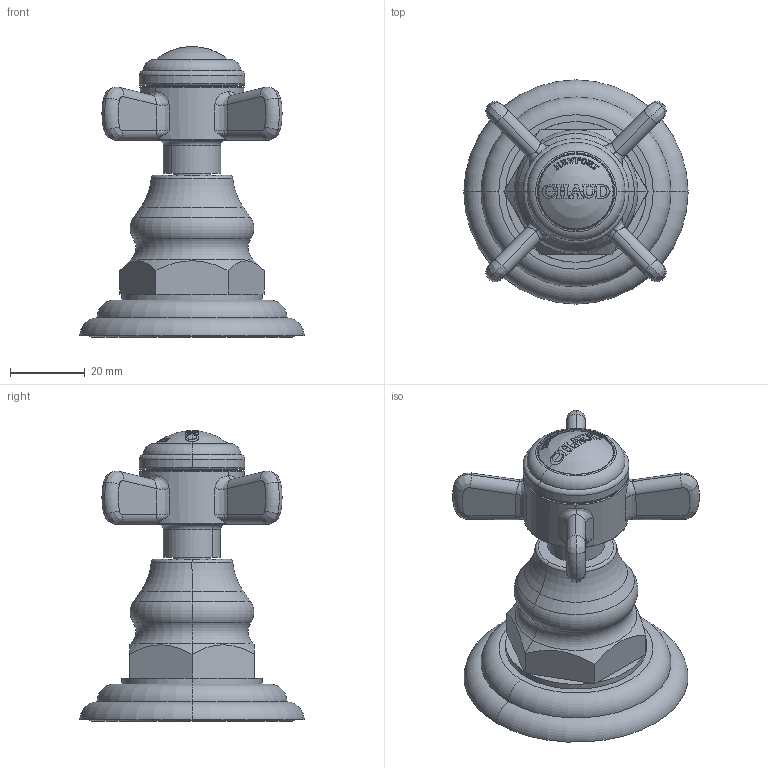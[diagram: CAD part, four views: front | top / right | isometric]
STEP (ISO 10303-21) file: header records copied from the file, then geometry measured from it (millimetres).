
FILE_DESCRIPTION((''),'2;1');
FILE_NAME('3-230H','2020-12-31T13:25:54',('jinson.thomas'),(''),'CREO PARAMETRIC BY PTC INC, 2018400','CREO PARAMETRIC BY PTC INC, 2018400','');
FILE_SCHEMA(('CONFIG_CONTROL_DESIGN'));
Length unit declared in the file: inch
Products named in the file (1): 3-230H
Bounding box: 59.94 x 59.94 x 77.72 mm (x, y, z)
Volume: 66122.9 mm3; surface area: 15524.2 mm2
Topology: 1 solids, 1 shells, 409 faces, 1076 edges, 685 vertices
Faces by surface type: plane 176, cylinder 118, bspline 44, torus 38, sphere 21, cone 8, extrusion 4
Entity records: 16930 total; most frequent: CARTESIAN_POINT 7043, ORIENTED_EDGE 2148, DIRECTION 2048, EDGE_CURVE 1074, AXIS2_PLACEMENT_3D 870, VERTEX_POINT 685, CIRCLE 509, EDGE_LOOP 427
